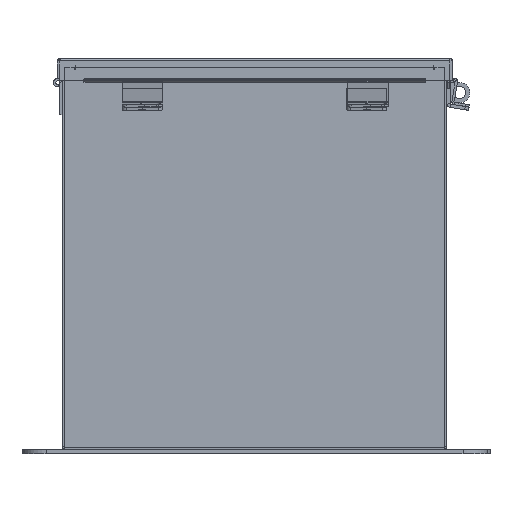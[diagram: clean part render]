
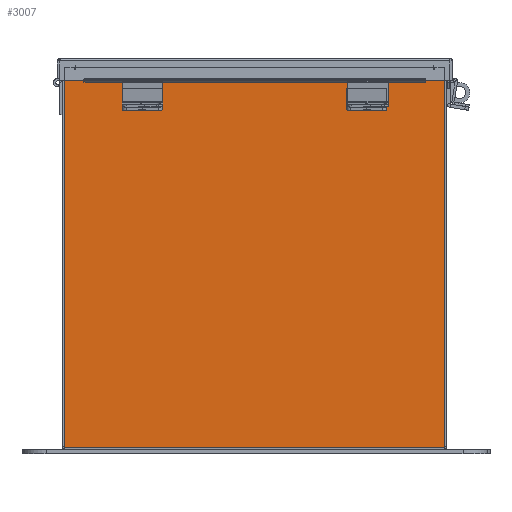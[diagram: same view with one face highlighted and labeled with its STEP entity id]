
A CAD part, front view. The second image highlights one B-rep face of the part: STEP entity #3007.
In plain terms, the highlighted face is planar.
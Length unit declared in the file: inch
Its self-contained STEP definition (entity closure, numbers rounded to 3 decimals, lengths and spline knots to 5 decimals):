
#341 = VECTOR ( 'NONE', #34180, 39.37008 ) ;
#600 = EDGE_CURVE ( 'NONE', #6450, #4197, #17638, .T. ) ;
#685 = ORIENTED_EDGE ( 'NONE', *, *, #26466, .T. ) ;
#1252 = LINE ( 'NONE', #23097, #6993 ) ;
#1265 = CARTESIAN_POINT ( 'NONE',  ( 5.5823, 0., 5.9123 ) ) ;
#1497 = CARTESIAN_POINT ( 'NONE',  ( -5.5823, 0., 5.9123 ) ) ;
#1500 = EDGE_CURVE ( 'NONE', #5125, #23876, #6166, .T. ) ;
#1780 = ORIENTED_EDGE ( 'NONE', *, *, #27526, .T. ) ;
#1830 = VECTOR ( 'NONE', #33984, 39.37008 ) ;
#1935 = EDGE_CURVE ( 'NONE', #18298, #36454, #22806, .T. ) ;
#2438 = DIRECTION ( 'NONE',  ( 1., 0., 0. ) ) ;
#3007 = ADVANCED_FACE ( 'NONE', ( #26321 ), #17714, .F. ) ;
#3150 = EDGE_CURVE ( 'NONE', #26149, #26019, #1252, .T. ) ;
#3208 = LINE ( 'NONE', #30585, #31244 ) ;
#3248 = DIRECTION ( 'NONE',  ( 0., 0., 1. ) ) ;
#3881 = CARTESIAN_POINT ( 'NONE',  ( -5.9253, 0., -5.9253 ) ) ;
#3946 = EDGE_CURVE ( 'NONE', #7720, #26149, #19659, .T. ) ;
#4197 = VERTEX_POINT ( 'NONE', #20155 ) ;
#4663 = CARTESIAN_POINT ( 'NONE',  ( -5.9253, 0., 5.9253 ) ) ;
#5125 = VERTEX_POINT ( 'NONE', #17881 ) ;
#6166 = CIRCLE ( 'NONE', #8435, 0.01868 ) ;
#6450 = VERTEX_POINT ( 'NONE', #1497 ) ;
#6660 = ORIENTED_EDGE ( 'NONE', *, *, #31477, .T. ) ;
#6993 = VECTOR ( 'NONE', #3248, 39.37008 ) ;
#7302 = DIRECTION ( 'NONE',  ( -1., 0., 0. ) ) ;
#7424 = CARTESIAN_POINT ( 'NONE',  ( -5.9253, 0., -5.9253 ) ) ;
#7720 = VERTEX_POINT ( 'NONE', #27584 ) ;
#8144 = EDGE_CURVE ( 'NONE', #4197, #18298, #9444, .T. ) ;
#8165 = DIRECTION ( 'NONE',  ( 0., 0., 1. ) ) ;
#8199 = ORIENTED_EDGE ( 'NONE', *, *, #14448, .F. ) ;
#8435 = AXIS2_PLACEMENT_3D ( 'NONE', #13904, #14056, #14167 ) ;
#8549 = ORIENTED_EDGE ( 'NONE', *, *, #33940, .T. ) ;
#9444 = CIRCLE ( 'NONE', #17817, 0.01868 ) ;
#9856 = CARTESIAN_POINT ( 'NONE',  ( 5.9253, 0., 5.9253 ) ) ;
#10614 = DIRECTION ( 'NONE',  ( 0., 0., -1. ) ) ;
#12797 = EDGE_CURVE ( 'NONE', #23876, #24501, #3208, .T. ) ;
#13904 = CARTESIAN_POINT ( 'NONE',  ( 5.60097, 0., 5.87495 ) ) ;
#14056 = DIRECTION ( 'NONE',  ( 0., 1., 0. ) ) ;
#14060 = EDGE_LOOP ( 'NONE', ( #18993, #20504, #22609, #6660, #23806, #26434, #8199, #8549, #685, #16450, #32329, #1780 ) ) ;
#14167 = DIRECTION ( 'NONE',  ( 0., 0., -1. ) ) ;
#14448 = EDGE_CURVE ( 'NONE', #30298, #5125, #32067, .T. ) ;
#16309 = VECTOR ( 'NONE', #10614, 39.37008 ) ;
#16441 = CARTESIAN_POINT ( 'NONE',  ( -5.5823, 0., 5.9123 ) ) ;
#16450 = ORIENTED_EDGE ( 'NONE', *, *, #3946, .T. ) ;
#16730 = DIRECTION ( 'NONE',  ( 0., 0., -1. ) ) ;
#16856 = DIRECTION ( 'NONE',  ( 0., -1., 0. ) ) ;
#17470 = CARTESIAN_POINT ( 'NONE',  ( 0., 0., 0. ) ) ;
#17638 = LINE ( 'NONE', #26995, #1830 ) ;
#17700 = VERTEX_POINT ( 'NONE', #28604 ) ;
#17714 = PLANE ( 'NONE',  #27982 ) ;
#17817 = AXIS2_PLACEMENT_3D ( 'NONE', #19826, #19792, #19709 ) ;
#17881 = CARTESIAN_POINT ( 'NONE',  ( 5.61965, 0., 5.87495 ) ) ;
#18298 = VERTEX_POINT ( 'NONE', #32190 ) ;
#18993 = ORIENTED_EDGE ( 'NONE', *, *, #1935, .F. ) ;
#19659 = LINE ( 'NONE', #7424, #32807 ) ;
#19709 = DIRECTION ( 'NONE',  ( 0., 0., -1. ) ) ;
#19792 = DIRECTION ( 'NONE',  ( 0., 1., 0. ) ) ;
#19826 = CARTESIAN_POINT ( 'NONE',  ( -5.60098, 0., 5.87495 ) ) ;
#20155 = CARTESIAN_POINT ( 'NONE',  ( -5.5823, 0., 5.87495 ) ) ;
#20504 = ORIENTED_EDGE ( 'NONE', *, *, #8144, .F. ) ;
#22083 = VECTOR ( 'NONE', #29862, 39.37008 ) ;
#22394 = DIRECTION ( 'NONE',  ( 1., 0., 0. ) ) ;
#22563 = VECTOR ( 'NONE', #22394, 39.37008 ) ;
#22609 = ORIENTED_EDGE ( 'NONE', *, *, #600, .F. ) ;
#22806 = LINE ( 'NONE', #33897, #341 ) ;
#23097 = CARTESIAN_POINT ( 'NONE',  ( -5.9253, 0., 5.9253 ) ) ;
#23469 = LINE ( 'NONE', #36380, #22563 ) ;
#23548 = CARTESIAN_POINT ( 'NONE',  ( 5.5823, 0., 5.87495 ) ) ;
#23806 = ORIENTED_EDGE ( 'NONE', *, *, #12797, .F. ) ;
#23876 = VERTEX_POINT ( 'NONE', #23548 ) ;
#24501 = VERTEX_POINT ( 'NONE', #1265 ) ;
#25231 = CARTESIAN_POINT ( 'NONE',  ( -5.9253, 0., 5.9253 ) ) ;
#26019 = VERTEX_POINT ( 'NONE', #25231 ) ;
#26149 = VERTEX_POINT ( 'NONE', #3881 ) ;
#26321 = FACE_OUTER_BOUND ( 'NONE', #14060, .T. ) ;
#26434 = ORIENTED_EDGE ( 'NONE', *, *, #1500, .F. ) ;
#26466 = EDGE_CURVE ( 'NONE', #17700, #7720, #33982, .T. ) ;
#26567 = VECTOR ( 'NONE', #35094, 39.37008 ) ;
#26995 = CARTESIAN_POINT ( 'NONE',  ( -5.5823, 0., 0. ) ) ;
#27526 = EDGE_CURVE ( 'NONE', #26019, #36454, #29523, .T. ) ;
#27584 = CARTESIAN_POINT ( 'NONE',  ( 5.9253, 0., -5.9253 ) ) ;
#27982 = AXIS2_PLACEMENT_3D ( 'NONE', #17470, #16856, #16730 ) ;
#28604 = CARTESIAN_POINT ( 'NONE',  ( 5.9253, 0., 5.9253 ) ) ;
#29523 = LINE ( 'NONE', #4663, #22083 ) ;
#29862 = DIRECTION ( 'NONE',  ( 1., 0., 0. ) ) ;
#30227 = CARTESIAN_POINT ( 'NONE',  ( 5.61965, 0., 0. ) ) ;
#30298 = VERTEX_POINT ( 'NONE', #36481 ) ;
#30585 = CARTESIAN_POINT ( 'NONE',  ( 5.5823, 0., 0. ) ) ;
#31244 = VECTOR ( 'NONE', #8165, 39.37008 ) ;
#31457 = LINE ( 'NONE', #16441, #32346 ) ;
#31477 = EDGE_CURVE ( 'NONE', #6450, #24501, #31457, .T. ) ;
#32067 = LINE ( 'NONE', #30227, #16309 ) ;
#32190 = CARTESIAN_POINT ( 'NONE',  ( -5.61965, 0., 5.87495 ) ) ;
#32329 = ORIENTED_EDGE ( 'NONE', *, *, #3150, .T. ) ;
#32346 = VECTOR ( 'NONE', #2438, 39.37008 ) ;
#32807 = VECTOR ( 'NONE', #7302, 39.37008 ) ;
#33570 = CARTESIAN_POINT ( 'NONE',  ( -5.61965, 0., 5.9253 ) ) ;
#33897 = CARTESIAN_POINT ( 'NONE',  ( -5.61965, 0., 0. ) ) ;
#33940 = EDGE_CURVE ( 'NONE', #30298, #17700, #23469, .T. ) ;
#33982 = LINE ( 'NONE', #9856, #26567 ) ;
#33984 = DIRECTION ( 'NONE',  ( 0., 0., -1. ) ) ;
#34180 = DIRECTION ( 'NONE',  ( 0., 0., 1. ) ) ;
#35094 = DIRECTION ( 'NONE',  ( 0., 0., -1. ) ) ;
#36380 = CARTESIAN_POINT ( 'NONE',  ( -5.9253, 0., 5.9253 ) ) ;
#36454 = VERTEX_POINT ( 'NONE', #33570 ) ;
#36481 = CARTESIAN_POINT ( 'NONE',  ( 5.61965, 0., 5.9253 ) ) ;
